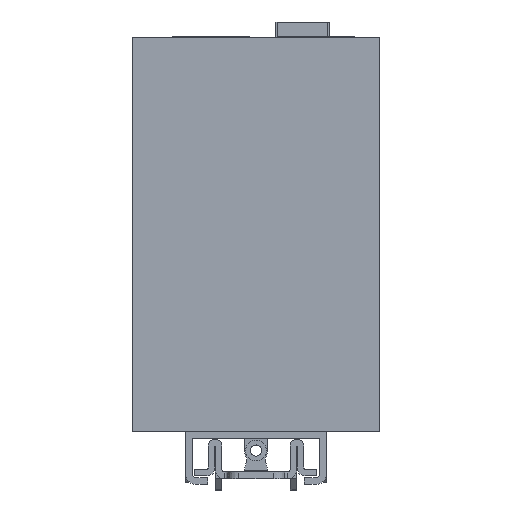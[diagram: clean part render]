
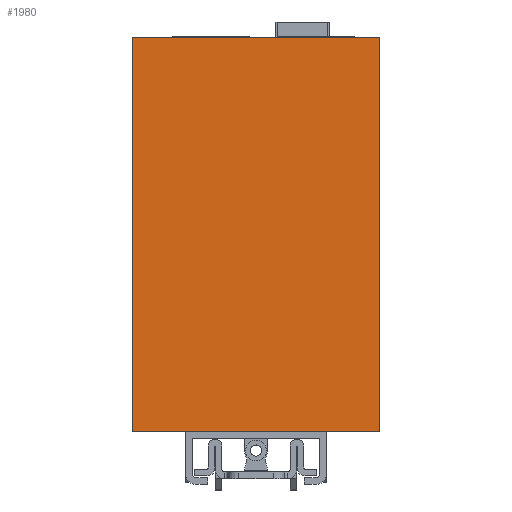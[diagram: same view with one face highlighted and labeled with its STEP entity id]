
A CAD part, front view. The second image highlights one B-rep face of the part: STEP entity #1980.
In plain terms, the highlighted planar face has unit normal (0, -1, 0).
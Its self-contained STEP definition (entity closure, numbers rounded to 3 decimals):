
#1972=AXIS2_PLACEMENT_3D('Plane Axis2P3D',#1969,#1970,#1971) ;
#1353=CARTESIAN_POINT('Vertex',(44.,4.,10.4)) ;
#1356=CARTESIAN_POINT('Line Origine',(22.,4.,10.4)) ;
#1360=CARTESIAN_POINT('Vertex',(0.,4.,10.4)) ;
#1415=CARTESIAN_POINT('Line Origine',(0.,4.,45.4)) ;
#1419=CARTESIAN_POINT('Vertex',(0.,4.,80.4)) ;
#1440=CARTESIAN_POINT('Line Origine',(22.,4.,80.4)) ;
#1444=CARTESIAN_POINT('Vertex',(44.,4.,80.4)) ;
#1531=CARTESIAN_POINT('Line Origine',(44.,4.,45.4)) ;
#1969=CARTESIAN_POINT('Axis2P3D Location',(44.,4.,10.4)) ;
#1357=DIRECTION('Vector Direction',(-1.,0.,0.)) ;
#1416=DIRECTION('Vector Direction',(0.,0.,1.)) ;
#1441=DIRECTION('Vector Direction',(-1.,0.,0.)) ;
#1532=DIRECTION('Vector Direction',(0.,0.,1.)) ;
#1970=DIRECTION('Axis2P3D Direction',(0.,1.,0.)) ;
#1971=DIRECTION('Axis2P3D XDirection',(-1.,0.,0.)) ;
#1358=VECTOR('Line Direction',#1357,1.) ;
#1417=VECTOR('Line Direction',#1416,1.) ;
#1442=VECTOR('Line Direction',#1441,1.) ;
#1533=VECTOR('Line Direction',#1532,1.) ;
#1975=ORIENTED_EDGE('',*,*,#1446,.T.) ;
#1976=ORIENTED_EDGE('',*,*,#1421,.F.) ;
#1977=ORIENTED_EDGE('',*,*,#1362,.F.) ;
#1978=ORIENTED_EDGE('',*,*,#1535,.T.) ;
#1980=ADVANCED_FACE('SWITCH',(#1979),#1973,.F.) ;
#1362=EDGE_CURVE('',#1354,#1361,#1359,.T.) ;
#1421=EDGE_CURVE('',#1361,#1420,#1418,.T.) ;
#1446=EDGE_CURVE('',#1445,#1420,#1443,.T.) ;
#1535=EDGE_CURVE('',#1354,#1445,#1534,.T.) ;
#1974=EDGE_LOOP('',(#1975,#1976,#1977,#1978)) ;
#1979=FACE_OUTER_BOUND('',#1974,.T.) ;
#1359=LINE('Line',#1356,#1358) ;
#1418=LINE('Line',#1415,#1417) ;
#1443=LINE('Line',#1440,#1442) ;
#1534=LINE('Line',#1531,#1533) ;
#1973=PLANE('',#1972) ;
#1354=VERTEX_POINT('',#1353) ;
#1361=VERTEX_POINT('',#1360) ;
#1420=VERTEX_POINT('',#1419) ;
#1445=VERTEX_POINT('',#1444) ;
